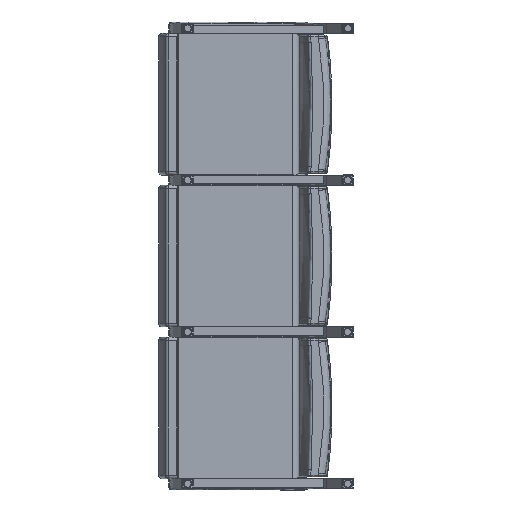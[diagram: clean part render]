
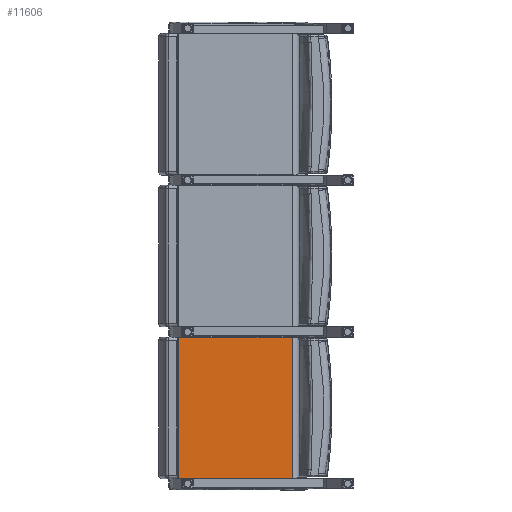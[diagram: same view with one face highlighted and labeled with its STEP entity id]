
A CAD part, front view. The second image highlights one B-rep face of the part: STEP entity #11606.
In plain terms, the highlighted planar face has unit normal (0, -1, 0).
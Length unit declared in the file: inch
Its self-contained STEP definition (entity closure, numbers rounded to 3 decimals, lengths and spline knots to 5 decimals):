
#1483=FACE_OUTER_BOUND('',#2312,.T.);
#2312=EDGE_LOOP('',(#7968,#7969,#7970,#7971));
#3743=LINE('',#17091,#4340);
#3759=LINE('',#17225,#4356);
#3765=LINE('',#17312,#4362);
#3766=LINE('',#17314,#4363);
#4340=VECTOR('',#13924,0.3937);
#4356=VECTOR('',#14000,0.3937);
#4362=VECTOR('',#14062,0.3937);
#4363=VECTOR('',#14065,0.3937);
#4951=VERTEX_POINT('',#17079);
#4952=VERTEX_POINT('',#17090);
#4976=VERTEX_POINT('',#17213);
#4977=VERTEX_POINT('',#17224);
#5970=EDGE_CURVE('',#4951,#4952,#3743,.T.);
#6009=EDGE_CURVE('',#4976,#4977,#3759,.T.);
#6034=EDGE_CURVE('',#4976,#4952,#3765,.T.);
#6035=EDGE_CURVE('',#4977,#4951,#3766,.T.);
#7968=ORIENTED_EDGE('',*,*,#5970,.F.);
#7969=ORIENTED_EDGE('',*,*,#6035,.F.);
#7970=ORIENTED_EDGE('',*,*,#6009,.F.);
#7971=ORIENTED_EDGE('',*,*,#6034,.T.);
#11254=PLANE('',#12574);
#11606=ADVANCED_FACE('',(#1483),#11254,.T.);
#12574=AXIS2_PLACEMENT_3D('',#17313,#14063,#14064);
#13924=DIRECTION('',(1.,0.,0.));
#14000=DIRECTION('',(-1.,0.,0.));
#14062=DIRECTION('',(0.,0.,1.));
#14063=DIRECTION('center_axis',(0.,-1.,0.));
#14064=DIRECTION('ref_axis',(1.,0.,0.));
#14065=DIRECTION('',(0.,0.,1.));
#17079=CARTESIAN_POINT('',(-12.08332,0.79731,20.96618));
#17090=CARTESIAN_POINT('',(4.79085,0.79731,20.96618));
#17091=CARTESIAN_POINT('',(-9.14642,0.79731,20.96618));
#17213=CARTESIAN_POINT('',(4.79085,0.79731,0.03382));
#17224=CARTESIAN_POINT('',(-12.08332,0.79731,0.03382));
#17225=CARTESIAN_POINT('',(-9.14642,0.79731,0.03382));
#17312=CARTESIAN_POINT('',(4.79085,0.79731,0.));
#17313=CARTESIAN_POINT('Origin',(-12.08332,0.79731,0.));
#17314=CARTESIAN_POINT('',(-12.08332,0.79731,0.));
